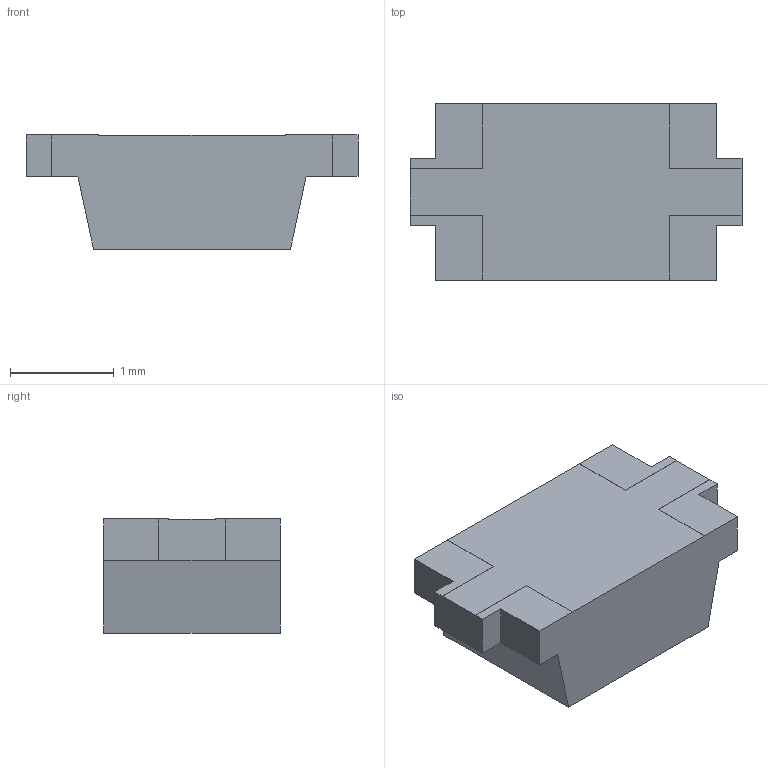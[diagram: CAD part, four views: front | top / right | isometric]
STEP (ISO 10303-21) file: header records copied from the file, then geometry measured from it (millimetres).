
FILE_DESCRIPTION(('FreeCAD Model'),'2;1');
FILE_NAME('GP2S60.step','2019-12-18T21:19:16',('Author'), (''),'Open CASCADE STEP processor 7.3','FreeCAD','Unknown');
FILE_SCHEMA(('AUTOMOTIVE_DESIGN { 1 0 10303 214 1 1 1 1 }'));
Length unit declared in the file: millimetre
Products named in the file (1): GP2S60_v9
Bounding box: 3.2 x 1.7 x 1.1 mm (x, y, z)
Volume: 4.4 mm3; surface area: 18.5 mm2
Topology: 1 solids, 1 shells, 40 faces, 110 edges, 72 vertices
Faces by surface type: plane 40
Entity records: 1536 total; most frequent: CARTESIAN_POINT 223, ORIENTED_EDGE 220, DIRECTION 192, EDGE_CURVE 110, LINE 110, VECTOR 110, VERTEX_POINT 72, AXIS2_PLACEMENT_3D 41
